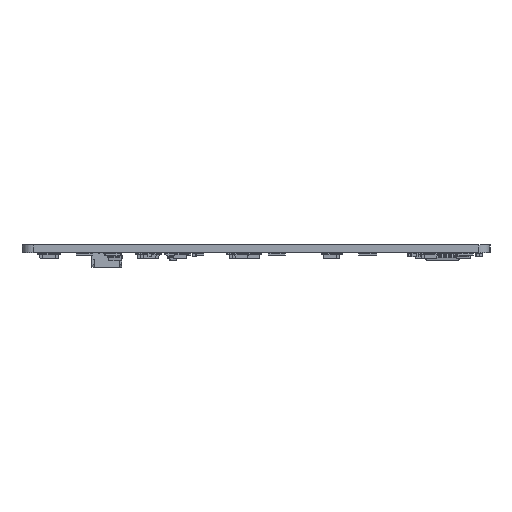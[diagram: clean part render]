
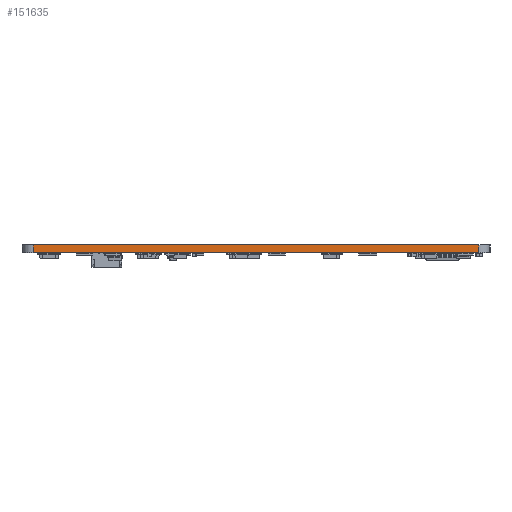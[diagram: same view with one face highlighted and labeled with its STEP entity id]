
A CAD part, left-side view. The second image highlights one B-rep face of the part: STEP entity #151635.
In plain terms, the highlighted planar face has unit normal (-1, 0, 0).
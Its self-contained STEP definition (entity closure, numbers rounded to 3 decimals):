
#108521 = PLANE('',#108522);
#108522 = AXIS2_PLACEMENT_3D('',#108523,#108524,#108525);
#108523 = CARTESIAN_POINT('',(226.544,-133.45,1.6));
#108524 = DIRECTION('',(-0.,-0.,-1.));
#108525 = DIRECTION('',(-1.,0.,0.));
#108580 = PLANE('',#108581);
#108581 = AXIS2_PLACEMENT_3D('',#108582,#108583,#108584);
#108582 = CARTESIAN_POINT('',(226.544,-133.45,0.));
#108583 = DIRECTION('',(-0.,-0.,-1.));
#108584 = DIRECTION('',(-1.,0.,0.));
#108797 = VERTEX_POINT('',#108798);
#108798 = CARTESIAN_POINT('',(70.771,-176.982,0.));
#108817 = CYLINDRICAL_SURFACE('',#108818,2.25);
#108818 = AXIS2_PLACEMENT_3D('',#108819,#108820,#108821);
#108819 = CARTESIAN_POINT('',(73.021,-176.982,0.));
#108820 = DIRECTION('',(-0.,-0.,-1.));
#108821 = DIRECTION('',(1.,0.,-0.));
#108829 = EDGE_CURVE('',#108797,#108830,#108832,.T.);
#108830 = VERTEX_POINT('',#108831);
#108831 = CARTESIAN_POINT('',(70.771,-87.282,0.));
#108832 = SURFACE_CURVE('',#108833,(#108837,#108844),.PCURVE_S1.);
#108833 = LINE('',#108834,#108835);
#108834 = CARTESIAN_POINT('',(70.771,-176.982,0.));
#108835 = VECTOR('',#108836,1.);
#108836 = DIRECTION('',(0.,1.,0.));
#108837 = PCURVE('',#108580,#108838);
#108838 = DEFINITIONAL_REPRESENTATION('',(#108839),#108843);
#108839 = LINE('',#108840,#108841);
#108840 = CARTESIAN_POINT('',(155.773,-43.532));
#108841 = VECTOR('',#108842,1.);
#108842 = DIRECTION('',(0.,1.));
#108843 = ( GEOMETRIC_REPRESENTATION_CONTEXT(2) 
PARAMETRIC_REPRESENTATION_CONTEXT() REPRESENTATION_CONTEXT('2D SPACE',''
  ) );
#108844 = PCURVE('',#108845,#108850);
#108845 = PLANE('',#108846);
#108846 = AXIS2_PLACEMENT_3D('',#108847,#108848,#108849);
#108847 = CARTESIAN_POINT('',(70.771,-176.982,0.));
#108848 = DIRECTION('',(-1.,0.,0.));
#108849 = DIRECTION('',(0.,1.,0.));
#108850 = DEFINITIONAL_REPRESENTATION('',(#108851),#108855);
#108851 = LINE('',#108852,#108853);
#108852 = CARTESIAN_POINT('',(0.,0.));
#108853 = VECTOR('',#108854,1.);
#108854 = DIRECTION('',(1.,0.));
#108855 = ( GEOMETRIC_REPRESENTATION_CONTEXT(2) 
PARAMETRIC_REPRESENTATION_CONTEXT() REPRESENTATION_CONTEXT('2D SPACE',''
  ) );
#108878 = CYLINDRICAL_SURFACE('',#108879,2.25);
#108879 = AXIS2_PLACEMENT_3D('',#108880,#108881,#108882);
#108880 = CARTESIAN_POINT('',(73.021,-87.282,0.));
#108881 = DIRECTION('',(-0.,-0.,-1.));
#108882 = DIRECTION('',(1.,0.,-0.));
#131766 = VERTEX_POINT('',#131767);
#131767 = CARTESIAN_POINT('',(70.771,-176.982,1.6));
#131793 = EDGE_CURVE('',#131766,#131794,#131796,.T.);
#131794 = VERTEX_POINT('',#131795);
#131795 = CARTESIAN_POINT('',(70.771,-87.282,1.6));
#131796 = SURFACE_CURVE('',#131797,(#131801,#131808),.PCURVE_S1.);
#131797 = LINE('',#131798,#131799);
#131798 = CARTESIAN_POINT('',(70.771,-176.982,1.6));
#131799 = VECTOR('',#131800,1.);
#131800 = DIRECTION('',(0.,1.,0.));
#131801 = PCURVE('',#108521,#131802);
#131802 = DEFINITIONAL_REPRESENTATION('',(#131803),#131807);
#131803 = LINE('',#131804,#131805);
#131804 = CARTESIAN_POINT('',(155.773,-43.532));
#131805 = VECTOR('',#131806,1.);
#131806 = DIRECTION('',(0.,1.));
#131807 = ( GEOMETRIC_REPRESENTATION_CONTEXT(2) 
PARAMETRIC_REPRESENTATION_CONTEXT() REPRESENTATION_CONTEXT('2D SPACE',''
  ) );
#131808 = PCURVE('',#108845,#131809);
#131809 = DEFINITIONAL_REPRESENTATION('',(#131810),#131814);
#131810 = LINE('',#131811,#131812);
#131811 = CARTESIAN_POINT('',(0.,-1.6));
#131812 = VECTOR('',#131813,1.);
#131813 = DIRECTION('',(1.,0.));
#131814 = ( GEOMETRIC_REPRESENTATION_CONTEXT(2) 
PARAMETRIC_REPRESENTATION_CONTEXT() REPRESENTATION_CONTEXT('2D SPACE',''
  ) );
#151585 = EDGE_CURVE('',#108797,#131766,#151586,.T.);
#151586 = SURFACE_CURVE('',#151587,(#151591,#151598),.PCURVE_S1.);
#151587 = LINE('',#151588,#151589);
#151588 = CARTESIAN_POINT('',(70.771,-176.982,0.));
#151589 = VECTOR('',#151590,1.);
#151590 = DIRECTION('',(0.,0.,1.));
#151591 = PCURVE('',#108817,#151592);
#151592 = DEFINITIONAL_REPRESENTATION('',(#151593),#151597);
#151593 = LINE('',#151594,#151595);
#151594 = CARTESIAN_POINT('',(-3.141,0.));
#151595 = VECTOR('',#151596,1.);
#151596 = DIRECTION('',(-0.,-1.));
#151597 = ( GEOMETRIC_REPRESENTATION_CONTEXT(2) 
PARAMETRIC_REPRESENTATION_CONTEXT() REPRESENTATION_CONTEXT('2D SPACE',''
  ) );
#151598 = PCURVE('',#108845,#151599);
#151599 = DEFINITIONAL_REPRESENTATION('',(#151600),#151604);
#151600 = LINE('',#151601,#151602);
#151601 = CARTESIAN_POINT('',(0.,0.));
#151602 = VECTOR('',#151603,1.);
#151603 = DIRECTION('',(0.,-1.));
#151604 = ( GEOMETRIC_REPRESENTATION_CONTEXT(2) 
PARAMETRIC_REPRESENTATION_CONTEXT() REPRESENTATION_CONTEXT('2D SPACE',''
  ) );
#151635 = ADVANCED_FACE('',(#151636),#108845,.T.);
#151636 = FACE_BOUND('',#151637,.T.);
#151637 = EDGE_LOOP('',(#151638,#151639,#151640,#151661));
#151638 = ORIENTED_EDGE('',*,*,#151585,.T.);
#151639 = ORIENTED_EDGE('',*,*,#131793,.T.);
#151640 = ORIENTED_EDGE('',*,*,#151641,.F.);
#151641 = EDGE_CURVE('',#108830,#131794,#151642,.T.);
#151642 = SURFACE_CURVE('',#151643,(#151647,#151654),.PCURVE_S1.);
#151643 = LINE('',#151644,#151645);
#151644 = CARTESIAN_POINT('',(70.771,-87.282,0.));
#151645 = VECTOR('',#151646,1.);
#151646 = DIRECTION('',(0.,0.,1.));
#151647 = PCURVE('',#108845,#151648);
#151648 = DEFINITIONAL_REPRESENTATION('',(#151649),#151653);
#151649 = LINE('',#151650,#151651);
#151650 = CARTESIAN_POINT('',(89.7,0.));
#151651 = VECTOR('',#151652,1.);
#151652 = DIRECTION('',(0.,-1.));
#151653 = ( GEOMETRIC_REPRESENTATION_CONTEXT(2) 
PARAMETRIC_REPRESENTATION_CONTEXT() REPRESENTATION_CONTEXT('2D SPACE',''
  ) );
#151654 = PCURVE('',#108878,#151655);
#151655 = DEFINITIONAL_REPRESENTATION('',(#151656),#151660);
#151656 = LINE('',#151657,#151658);
#151657 = CARTESIAN_POINT('',(-3.142,0.));
#151658 = VECTOR('',#151659,1.);
#151659 = DIRECTION('',(-0.,-1.));
#151660 = ( GEOMETRIC_REPRESENTATION_CONTEXT(2) 
PARAMETRIC_REPRESENTATION_CONTEXT() REPRESENTATION_CONTEXT('2D SPACE',''
  ) );
#151661 = ORIENTED_EDGE('',*,*,#108829,.F.);
